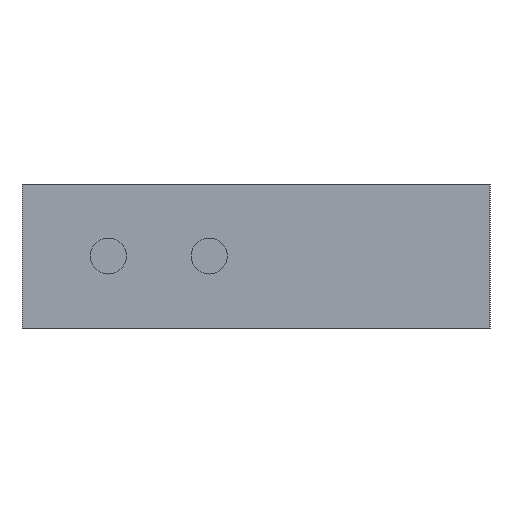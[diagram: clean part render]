
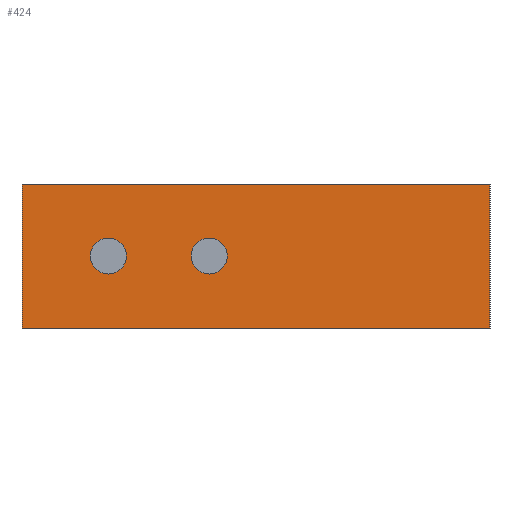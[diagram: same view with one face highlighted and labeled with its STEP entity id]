
A CAD part, left-side view. The second image highlights one B-rep face of the part: STEP entity #424.
In plain terms, the highlighted planar face has unit normal (-1, 0, 0).
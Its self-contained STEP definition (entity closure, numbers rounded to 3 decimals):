
#2=DIRECTION('',(0.,-1.,0.));
#3=VECTOR('',#2,6.5);
#4=CARTESIAN_POINT('',(-4.,6.5,-1.));
#5=LINE('',#4,#3);
#38=DIRECTION('',(0.,0.,1.));
#39=VECTOR('',#38,2.);
#40=CARTESIAN_POINT('',(-4.,6.5,-1.));
#41=LINE('',#40,#39);
#42=CARTESIAN_POINT('',(-4.,5.3,0.));
#43=DIRECTION('',(-1.,0.,0.));
#44=DIRECTION('',(0.,0.,1.));
#45=AXIS2_PLACEMENT_3D('',#42,#43,#44);
#47=CARTESIAN_POINT('',(-4.,5.3,0.));
#48=DIRECTION('',(-1.,0.,0.));
#49=DIRECTION('',(0.,0.,-1.));
#50=AXIS2_PLACEMENT_3D('',#47,#48,#49);
#52=CARTESIAN_POINT('',(-4.,3.9,0.));
#53=DIRECTION('',(-1.,0.,0.));
#54=DIRECTION('',(0.,0.,1.));
#55=AXIS2_PLACEMENT_3D('',#52,#53,#54);
#57=CARTESIAN_POINT('',(-4.,3.9,0.));
#58=DIRECTION('',(-1.,0.,0.));
#59=DIRECTION('',(0.,0.,-1.));
#60=AXIS2_PLACEMENT_3D('',#57,#58,#59);
#90=DIRECTION('',(0.,0.,1.));
#91=VECTOR('',#90,2.);
#92=CARTESIAN_POINT('',(-4.,0.,-1.));
#93=LINE('',#92,#91);
#94=DIRECTION('',(0.,-1.,0.));
#95=VECTOR('',#94,6.5);
#96=CARTESIAN_POINT('',(-4.,6.5,1.));
#97=LINE('',#96,#95);
#290=CARTESIAN_POINT('',(-4.,6.5,-1.));
#291=CARTESIAN_POINT('',(-4.,0.,-1.));
#292=VERTEX_POINT('',#290);
#293=VERTEX_POINT('',#291);
#298=CARTESIAN_POINT('',(-4.,6.5,1.));
#299=CARTESIAN_POINT('',(-4.,0.,1.));
#300=VERTEX_POINT('',#298);
#301=VERTEX_POINT('',#299);
#314=CARTESIAN_POINT('',(-4.,5.3,0.25));
#315=CARTESIAN_POINT('',(-4.,5.3,-0.25));
#316=VERTEX_POINT('',#314);
#317=VERTEX_POINT('',#315);
#318=CARTESIAN_POINT('',(-4.,3.9,0.25));
#319=CARTESIAN_POINT('',(-4.,3.9,-0.25));
#320=VERTEX_POINT('',#318);
#321=VERTEX_POINT('',#319);
#398=CARTESIAN_POINT('',(-4.,6.5,-1.));
#399=DIRECTION('',(-1.,0.,0.));
#400=DIRECTION('',(0.,-1.,0.));
#401=AXIS2_PLACEMENT_3D('',#398,#399,#400);
#402=PLANE('',#401);
#403=ORIENTED_EDGE('',*,*,#375,.F.);
#405=ORIENTED_EDGE('',*,*,#404,.T.);
#407=ORIENTED_EDGE('',*,*,#406,.T.);
#409=ORIENTED_EDGE('',*,*,#408,.F.);
#410=EDGE_LOOP('',(#403,#405,#407,#409));
#411=FACE_OUTER_BOUND('',#410,.F.);
#413=ORIENTED_EDGE('',*,*,#412,.T.);
#415=ORIENTED_EDGE('',*,*,#414,.T.);
#416=EDGE_LOOP('',(#413,#415));
#417=FACE_BOUND('',#416,.F.);
#419=ORIENTED_EDGE('',*,*,#418,.T.);
#421=ORIENTED_EDGE('',*,*,#420,.T.);
#422=EDGE_LOOP('',(#419,#421));
#423=FACE_BOUND('',#422,.F.);
#424=ADVANCED_FACE('',(#411,#417,#423),#402,.T.);
#46=CIRCLE('',#45,0.25);
#51=CIRCLE('',#50,0.25);
#56=CIRCLE('',#55,0.25);
#61=CIRCLE('',#60,0.25);
#375=EDGE_CURVE('',#292,#293,#5,.T.);
#404=EDGE_CURVE('',#292,#300,#41,.T.);
#406=EDGE_CURVE('',#300,#301,#97,.T.);
#408=EDGE_CURVE('',#293,#301,#93,.T.);
#412=EDGE_CURVE('',#316,#317,#46,.T.);
#414=EDGE_CURVE('',#317,#316,#51,.T.);
#418=EDGE_CURVE('',#320,#321,#56,.T.);
#420=EDGE_CURVE('',#321,#320,#61,.T.);
